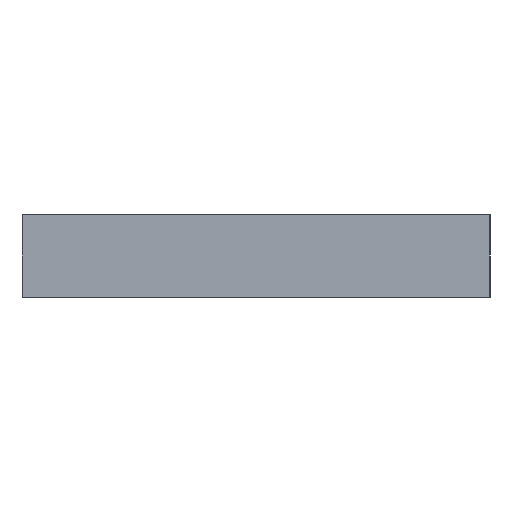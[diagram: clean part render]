
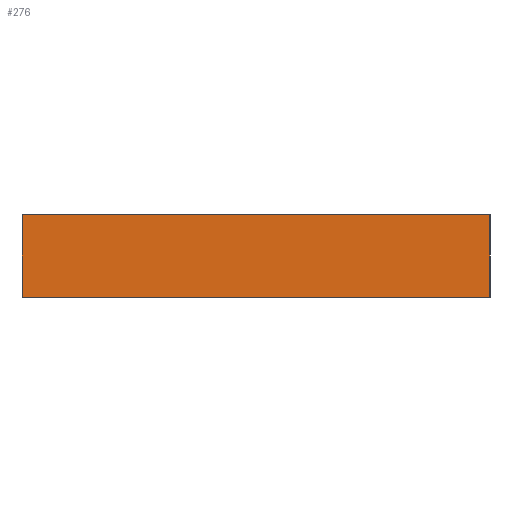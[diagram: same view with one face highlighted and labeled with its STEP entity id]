
A CAD part, left-side view. The second image highlights one B-rep face of the part: STEP entity #276.
In plain terms, the highlighted planar face has unit normal (-1, 0, 0).
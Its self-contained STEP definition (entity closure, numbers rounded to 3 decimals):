
#51 = VERTEX_POINT ( 'NONE', #298 ) ;
#114 = VERTEX_POINT ( 'NONE', #359 ) ;
#121 = VERTEX_POINT ( 'NONE', #366 ) ;
#122 = VERTEX_POINT ( 'NONE', #367 ) ;
#276 = ADVANCED_FACE ( 'NONE', ( #805 ), #1043, .F. ) ;
#298 = CARTESIAN_POINT ( 'NONE',  ( 0., 68., 0. ) ) ;
#359 = CARTESIAN_POINT ( 'NONE',  ( 0., 0., 12. ) ) ;
#366 = CARTESIAN_POINT ( 'NONE',  ( 0., 68., 12. ) ) ;
#367 = CARTESIAN_POINT ( 'NONE',  ( 0., 0., 0. ) ) ;
#433 = ORIENTED_EDGE ( 'NONE', *, *, #632, .F. ) ;
#434 = ORIENTED_EDGE ( 'NONE', *, *, #628, .T. ) ;
#435 = ORIENTED_EDGE ( 'NONE', *, *, #633, .T. ) ;
#512 = ORIENTED_EDGE ( 'NONE', *, *, #616, .F. ) ;
#616 = EDGE_CURVE ( 'NONE', #121, #114, #1494, .T. ) ;
#628 = EDGE_CURVE ( 'NONE', #51, #122, #1511, .T. ) ;
#632 = EDGE_CURVE ( 'NONE', #114, #122, #1516, .T. ) ;
#633 = EDGE_CURVE ( 'NONE', #121, #51, #1519, .T. ) ;
#805 = FACE_OUTER_BOUND ( 'NONE', #1649, .T. ) ;
#1039 = CARTESIAN_POINT ( 'NONE',  ( 0., 0., 12. ) ) ;
#1043 = PLANE ( 'NONE',  #1195 ) ;
#1045 = DIRECTION ( 'NONE',  ( 1., 0., 0. ) ) ;
#1046 = DIRECTION ( 'NONE',  ( 0., 1., 0. ) ) ;
#1195 = AXIS2_PLACEMENT_3D ( 'NONE', #1039, #1045, #1046 ) ;
#1372 = CARTESIAN_POINT ( 'NONE',  ( 0., 0., 12. ) ) ;
#1373 = DIRECTION ( 'NONE',  ( 0., -1., 0. ) ) ;
#1404 = CARTESIAN_POINT ( 'NONE',  ( 0., 0., 0. ) ) ;
#1405 = DIRECTION ( 'NONE',  ( 0., -1., 0. ) ) ;
#1416 = CARTESIAN_POINT ( 'NONE',  ( 0., 0., 12. ) ) ;
#1419 = DIRECTION ( 'NONE',  ( 0., 0., -1. ) ) ;
#1420 = CARTESIAN_POINT ( 'NONE',  ( 0., 68., 12. ) ) ;
#1421 = DIRECTION ( 'NONE',  ( 0., 0., -1. ) ) ;
#1494 = LINE ( 'NONE', #1372, #1496 ) ;
#1496 = VECTOR ( 'NONE', #1373, 1000. ) ;
#1511 = LINE ( 'NONE', #1404, #1513 ) ;
#1513 = VECTOR ( 'NONE', #1405, 1000. ) ;
#1516 = LINE ( 'NONE', #1416, #1520 ) ;
#1519 = LINE ( 'NONE', #1420, #1522 ) ;
#1520 = VECTOR ( 'NONE', #1419, 1000. ) ;
#1522 = VECTOR ( 'NONE', #1421, 1000. ) ;
#1649 = EDGE_LOOP ( 'NONE', ( #434, #433, #512, #435 ) ) ;
